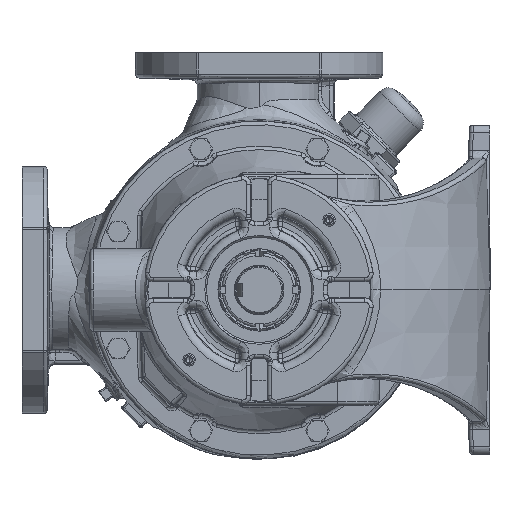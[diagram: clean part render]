
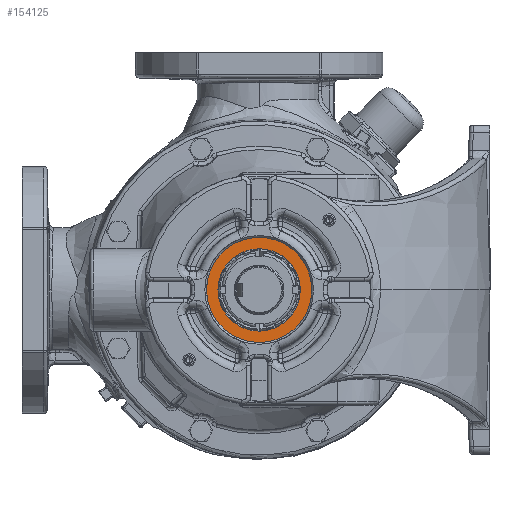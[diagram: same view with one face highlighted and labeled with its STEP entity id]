
A CAD part, left-side view. The second image highlights one B-rep face of the part: STEP entity #154125.
In plain terms, the highlighted planar face has unit normal (-1, 0, 0).
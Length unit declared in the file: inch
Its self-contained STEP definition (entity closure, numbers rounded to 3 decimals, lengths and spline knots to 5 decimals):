
#6306 = PLANE ( 'NONE',  #75842 ) ;
#6927 = DIRECTION ( 'NONE',  ( -1., 0., 0. ) ) ;
#10867 = EDGE_CURVE ( 'NONE', #260659, #253481, #144662, .T. ) ;
#25016 = CARTESIAN_POINT ( 'NONE',  ( -11.73034, 0., 0. ) ) ;
#31528 = ORIENTED_EDGE ( 'NONE', *, *, #10867, .T. ) ;
#44023 = DIRECTION ( 'NONE',  ( 1., 0., 0. ) ) ;
#45134 = CARTESIAN_POINT ( 'NONE',  ( -11.73034, 0., -1.24794 ) ) ;
#45598 = DIRECTION ( 'NONE',  ( 0., 0., -1. ) ) ;
#50086 = CARTESIAN_POINT ( 'NONE',  ( -11.73034, 1.19, 0. ) ) ;
#63750 = CARTESIAN_POINT ( 'NONE',  ( -11.73034, 0., 1.59375 ) ) ;
#69412 = FACE_OUTER_BOUND ( 'NONE', #81295, .T. ) ;
#73327 = CIRCLE ( 'NONE', #126991, 1.59375 ) ;
#74723 = AXIS2_PLACEMENT_3D ( 'NONE', #25016, #168019, #45598 ) ;
#75842 = AXIS2_PLACEMENT_3D ( 'NONE', #50086, #91307, #234245 ) ;
#81295 = EDGE_LOOP ( 'NONE', ( #246128, #212601 ) ) ;
#81891 = DIRECTION ( 'NONE',  ( 1., 0., 0. ) ) ;
#87430 = CARTESIAN_POINT ( 'NONE',  ( -11.73034, 0., 1.24794 ) ) ;
#91010 = AXIS2_PLACEMENT_3D ( 'NONE', #215493, #81891, #179581 ) ;
#91307 = DIRECTION ( 'NONE',  ( 1., 0., 0. ) ) ;
#112464 = EDGE_CURVE ( 'NONE', #228577, #244979, #73327, .T. ) ;
#126991 = AXIS2_PLACEMENT_3D ( 'NONE', #129382, #6927, #149892 ) ;
#129382 = CARTESIAN_POINT ( 'NONE',  ( -11.73034, 0., 0. ) ) ;
#144662 = CIRCLE ( 'NONE', #91010, 1.24794 ) ;
#147510 = EDGE_CURVE ( 'NONE', #244979, #228577, #239607, .T. ) ;
#149514 = EDGE_LOOP ( 'NONE', ( #31528, #162632 ) ) ;
#149892 = DIRECTION ( 'NONE',  ( 0., 0., -1. ) ) ;
#154125 = ADVANCED_FACE ( 'NONE', ( #69412, #226086 ), #6306, .F. ) ;
#160229 = EDGE_CURVE ( 'NONE', #253481, #260659, #244039, .T. ) ;
#162632 = ORIENTED_EDGE ( 'NONE', *, *, #160229, .T. ) ;
#166445 = CARTESIAN_POINT ( 'NONE',  ( -11.73034, 0., 0. ) ) ;
#168019 = DIRECTION ( 'NONE',  ( -1., 0., 0. ) ) ;
#179581 = DIRECTION ( 'NONE',  ( 0., 0., -1. ) ) ;
#187078 = DIRECTION ( 'NONE',  ( 0., 0., -1. ) ) ;
#187285 = CARTESIAN_POINT ( 'NONE',  ( -11.73034, 0., -1.59375 ) ) ;
#212601 = ORIENTED_EDGE ( 'NONE', *, *, #147510, .T. ) ;
#215493 = CARTESIAN_POINT ( 'NONE',  ( -11.73034, 0., 0. ) ) ;
#226086 = FACE_BOUND ( 'NONE', #149514, .T. ) ;
#228577 = VERTEX_POINT ( 'NONE', #187285 ) ;
#234245 = DIRECTION ( 'NONE',  ( 0., 0., -1. ) ) ;
#239607 = CIRCLE ( 'NONE', #74723, 1.59375 ) ;
#241469 = AXIS2_PLACEMENT_3D ( 'NONE', #166445, #44023, #187078 ) ;
#244039 = CIRCLE ( 'NONE', #241469, 1.24794 ) ;
#244979 = VERTEX_POINT ( 'NONE', #63750 ) ;
#246128 = ORIENTED_EDGE ( 'NONE', *, *, #112464, .T. ) ;
#253481 = VERTEX_POINT ( 'NONE', #87430 ) ;
#260659 = VERTEX_POINT ( 'NONE', #45134 ) ;
